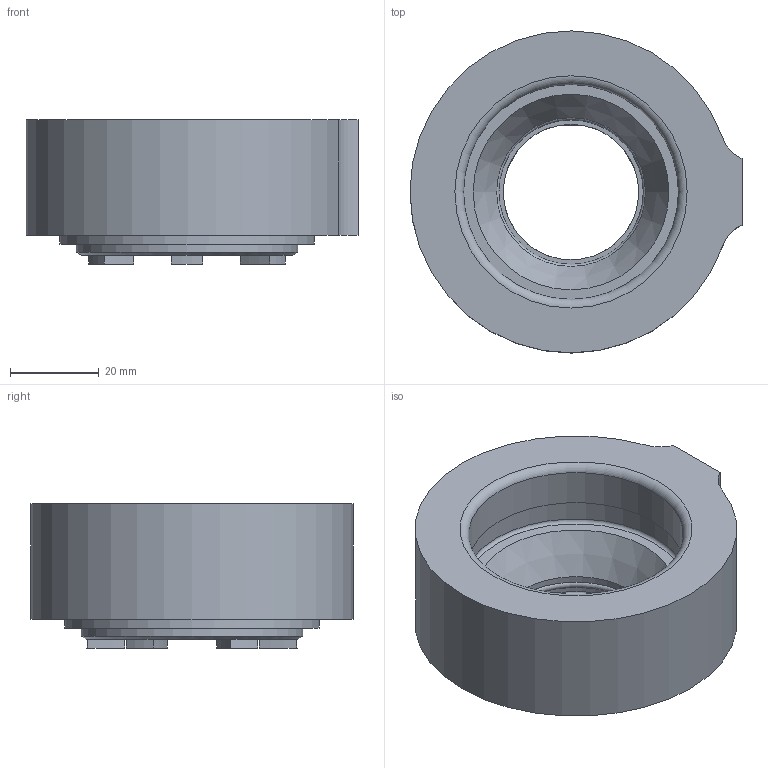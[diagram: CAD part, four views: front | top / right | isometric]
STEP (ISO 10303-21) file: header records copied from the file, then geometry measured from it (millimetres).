
FILE_DESCRIPTION(/* description */ (''),/* implementation_level */ '2;1');
FILE_NAME(/* name */ '374019000.stp',/* time_stamp */ '2022-09-23T07:28:51',/* author */ ('Ratnasingam Jekanthan'),/* organization */ ('REGO-FIX'),/* preprocessor_version */ ' Unknown',/* originating_system */ 'SIEMENS PLM Software Solid Edge ST10',/* authorization */ 'Unknown');
FILE_SCHEMA (('AUTOMOTIVE_DESIGN { 1 0 10303 214 2 1 1}'));
Length unit declared in the file: millimetre
Products named in the file (1): NOCUT
Bounding box: 74.75 x 72.5 x 32.5 mm (x, y, z)
Volume: 72854.7 mm3; surface area: 18013.6 mm2
Topology: 1 solids, 1 shells, 61 faces, 147 edges, 92 vertices
Faces by surface type: cylinder 32, plane 22, torus 4, cone 3
Full cylindrical faces by diameter (mm): 8.566 x1, 30.5 x1, 33.5 x2, 48.376 x1, 49.9 x1, 50.5 x1, 57.4 x1
Entity records: 2151 total; most frequent: DIRECTION 340, CARTESIAN_POINT 285, ORIENTED_EDGE 252, AXIS2_PLACEMENT_3D 151, EDGE_CURVE 126, CIRCLE 86, VERTEX_POINT 86, EDGE_LOOP 82
